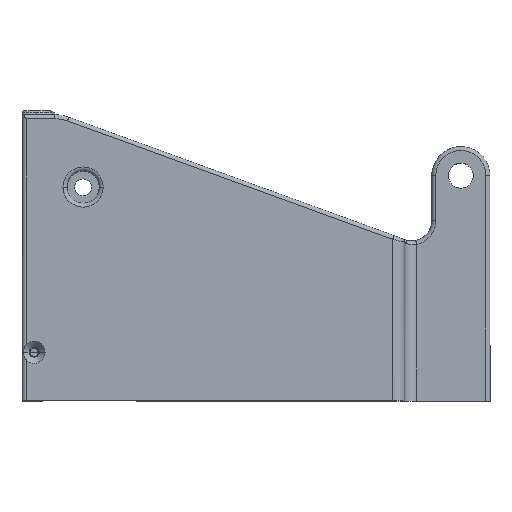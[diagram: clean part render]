
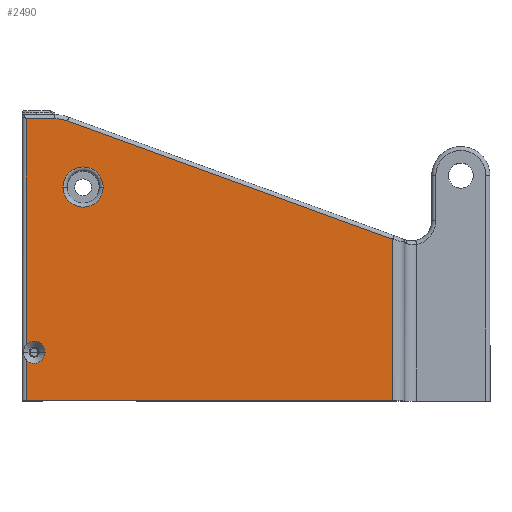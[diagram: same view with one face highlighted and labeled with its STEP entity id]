
A CAD part, top view. The second image highlights one B-rep face of the part: STEP entity #2490.
In plain terms, the highlighted planar face has unit normal (0, 0, 1).
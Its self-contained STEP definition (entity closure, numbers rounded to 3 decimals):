
#3 = DIRECTION ( 'NONE',  ( 1., 0., 0. ) ) ;
#11 = VERTEX_POINT ( 'NONE', #1309 ) ;
#67 = EDGE_CURVE ( 'NONE', #10021, #4246, #7270, .T. ) ;
#269 = CARTESIAN_POINT ( 'NONE',  ( -2., 10.5, 47.1 ) ) ;
#331 = AXIS2_PLACEMENT_3D ( 'NONE', #8654, #2702, #3632 ) ;
#369 = EDGE_CURVE ( 'NONE', #11259, #12250, #6252, .T. ) ;
#377 = ORIENTED_EDGE ( 'NONE', *, *, #2415, .T. ) ;
#777 = FACE_OUTER_BOUND ( 'NONE', #12563, .T. ) ;
#855 = VERTEX_POINT ( 'NONE', #3528 ) ;
#1073 = AXIS2_PLACEMENT_3D ( 'NONE', #7263, #9309, #12224 ) ;
#1181 = CARTESIAN_POINT ( 'NONE',  ( 0., 68.6, 47.1 ) ) ;
#1215 = ORIENTED_EDGE ( 'NONE', *, *, #9195, .T. ) ;
#1228 = CARTESIAN_POINT ( 'NONE',  ( -4., -1.6, 47.1 ) ) ;
#1309 = CARTESIAN_POINT ( 'NONE',  ( 5.2, 51.6, 47.1 ) ) ;
#1316 = DIRECTION ( 'NONE',  ( 0., -1., 0. ) ) ;
#1657 = LINE ( 'NONE', #4498, #8197 ) ;
#1777 = ORIENTED_EDGE ( 'NONE', *, *, #6453, .T. ) ;
#2233 = CARTESIAN_POINT ( 'NONE',  ( -2., 10.5, 47.1 ) ) ;
#2312 = EDGE_CURVE ( 'NONE', #11753, #13084, #9067, .T. ) ;
#2415 = EDGE_CURVE ( 'NONE', #5330, #8918, #6162, .T. ) ;
#2490 = ADVANCED_FACE ( 'NONE', ( #777, #4798 ), #10642, .T. ) ;
#2702 = DIRECTION ( 'NONE',  ( 0., 0., 1. ) ) ;
#3213 = VECTOR ( 'NONE', #1316, 1000. ) ;
#3305 = DIRECTION ( 'NONE',  ( 1., 0., 0. ) ) ;
#3380 = DIRECTION ( 'NONE',  ( 1., 0., 0. ) ) ;
#3381 = CARTESIAN_POINT ( 'NONE',  ( 87.2, 38.603, 47.1 ) ) ;
#3426 = DIRECTION ( 'NONE',  ( 0., 0., -1. ) ) ;
#3438 = LINE ( 'NONE', #12367, #3213 ) ;
#3528 = CARTESIAN_POINT ( 'NONE',  ( 15.2, 51.6, 47.1 ) ) ;
#3555 = EDGE_CURVE ( 'NONE', #4246, #11753, #3438, .T. ) ;
#3632 = DIRECTION ( 'NONE',  ( 1., 0., 0. ) ) ;
#3701 = AXIS2_PLACEMENT_3D ( 'NONE', #12645, #12577, #8680 ) ;
#4016 = EDGE_CURVE ( 'NONE', #13084, #11259, #12970, .T. ) ;
#4177 = LINE ( 'NONE', #6160, #4790 ) ;
#4246 = VERTEX_POINT ( 'NONE', #8046 ) ;
#4292 = DIRECTION ( 'NONE',  ( -1., 0., 0. ) ) ;
#4448 = CARTESIAN_POINT ( 'NONE',  ( -4., 12.387, 47.1 ) ) ;
#4498 = CARTESIAN_POINT ( 'NONE',  ( 87.2, 38.575, 47.1 ) ) ;
#4790 = VECTOR ( 'NONE', #10009, 1000. ) ;
#4798 = FACE_BOUND ( 'NONE', #10116, .T. ) ;
#4899 = ORIENTED_EDGE ( 'NONE', *, *, #67, .T. ) ;
#5011 = CARTESIAN_POINT ( 'NONE',  ( -4., -1.6, 47.1 ) ) ;
#5229 = CIRCLE ( 'NONE', #8832, 5. ) ;
#5329 = CARTESIAN_POINT ( 'NONE',  ( 3.197, 68.6, 47.1 ) ) ;
#5330 = VERTEX_POINT ( 'NONE', #3381 ) ;
#6124 = DIRECTION ( 'NONE',  ( 0., -1., 0. ) ) ;
#6160 = CARTESIAN_POINT ( 'NONE',  ( 87.2, -1.6, 47.1 ) ) ;
#6162 = LINE ( 'NONE', #8229, #8007 ) ;
#6194 = EDGE_CURVE ( 'NONE', #855, #11, #5229, .T. ) ;
#6252 = LINE ( 'NONE', #1228, #11799 ) ;
#6453 = EDGE_CURVE ( 'NONE', #9918, #5330, #1657, .T. ) ;
#6738 = VECTOR ( 'NONE', #4292, 1000. ) ;
#6850 = CARTESIAN_POINT ( 'NONE',  ( 0.75, 10.5, 47.1 ) ) ;
#7263 = CARTESIAN_POINT ( 'NONE',  ( 3.197, 59.6, 47.1 ) ) ;
#7270 = LINE ( 'NONE', #1181, #6738 ) ;
#7374 = EDGE_CURVE ( 'NONE', #9918, #12250, #4177, .T. ) ;
#7700 = AXIS2_PLACEMENT_3D ( 'NONE', #2233, #3426, #3305 ) ;
#7886 = DIRECTION ( 'NONE',  ( 0., 0., -1. ) ) ;
#8007 = VECTOR ( 'NONE', #12124, 1000. ) ;
#8046 = CARTESIAN_POINT ( 'NONE',  ( -4., 68.6, 47.1 ) ) ;
#8128 = CARTESIAN_POINT ( 'NONE',  ( 87.2, -1.6, 47.1 ) ) ;
#8197 = VECTOR ( 'NONE', #9712, 1000. ) ;
#8229 = CARTESIAN_POINT ( 'NONE',  ( 22.607, 62.113, 47.1 ) ) ;
#8538 = ORIENTED_EDGE ( 'NONE', *, *, #4016, .T. ) ;
#8654 = CARTESIAN_POINT ( 'NONE',  ( 0., 0., 47.1 ) ) ;
#8680 = DIRECTION ( 'NONE',  ( 1., 0., 0. ) ) ;
#8736 = ORIENTED_EDGE ( 'NONE', *, *, #6194, .T. ) ;
#8813 = ORIENTED_EDGE ( 'NONE', *, *, #2312, .T. ) ;
#8832 = AXIS2_PLACEMENT_3D ( 'NONE', #9078, #7886, #3 ) ;
#8918 = VERTEX_POINT ( 'NONE', #11831 ) ;
#9067 = CIRCLE ( 'NONE', #13068, 2.75 ) ;
#9078 = CARTESIAN_POINT ( 'NONE',  ( 10.2, 51.6, 47.1 ) ) ;
#9195 = EDGE_CURVE ( 'NONE', #8918, #10021, #10588, .T. ) ;
#9309 = DIRECTION ( 'NONE',  ( 0., 0., 1. ) ) ;
#9401 = CIRCLE ( 'NONE', #3701, 5. ) ;
#9712 = DIRECTION ( 'NONE',  ( 0., 1., 0. ) ) ;
#9918 = VERTEX_POINT ( 'NONE', #8128 ) ;
#10009 = DIRECTION ( 'NONE',  ( -1., 0., 0. ) ) ;
#10021 = VERTEX_POINT ( 'NONE', #5329 ) ;
#10067 = ORIENTED_EDGE ( 'NONE', *, *, #7374, .F. ) ;
#10116 = EDGE_LOOP ( 'NONE', ( #8736, #10159 ) ) ;
#10159 = ORIENTED_EDGE ( 'NONE', *, *, #11783, .T. ) ;
#10588 = CIRCLE ( 'NONE', #1073, 9. ) ;
#10642 = PLANE ( 'NONE',  #331 ) ;
#11259 = VERTEX_POINT ( 'NONE', #12559 ) ;
#11378 = DIRECTION ( 'NONE',  ( 0., 0., -1. ) ) ;
#11714 = ORIENTED_EDGE ( 'NONE', *, *, #3555, .T. ) ;
#11753 = VERTEX_POINT ( 'NONE', #4448 ) ;
#11783 = EDGE_CURVE ( 'NONE', #11, #855, #9401, .T. ) ;
#11799 = VECTOR ( 'NONE', #6124, 1000. ) ;
#11825 = ORIENTED_EDGE ( 'NONE', *, *, #369, .T. ) ;
#11831 = CARTESIAN_POINT ( 'NONE',  ( 6.275, 68.057, 47.1 ) ) ;
#12124 = DIRECTION ( 'NONE',  ( -0.94, 0.342, 0. ) ) ;
#12224 = DIRECTION ( 'NONE',  ( 1., 0., 0. ) ) ;
#12250 = VERTEX_POINT ( 'NONE', #5011 ) ;
#12367 = CARTESIAN_POINT ( 'NONE',  ( -4., -1.6, 47.1 ) ) ;
#12559 = CARTESIAN_POINT ( 'NONE',  ( -4., 8.613, 47.1 ) ) ;
#12563 = EDGE_LOOP ( 'NONE', ( #11714, #8813, #8538, #11825, #10067, #1777, #377, #1215, #4899 ) ) ;
#12577 = DIRECTION ( 'NONE',  ( 0., 0., -1. ) ) ;
#12645 = CARTESIAN_POINT ( 'NONE',  ( 10.2, 51.6, 47.1 ) ) ;
#12970 = CIRCLE ( 'NONE', #7700, 2.75 ) ;
#13068 = AXIS2_PLACEMENT_3D ( 'NONE', #269, #11378, #3380 ) ;
#13084 = VERTEX_POINT ( 'NONE', #6850 ) ;
